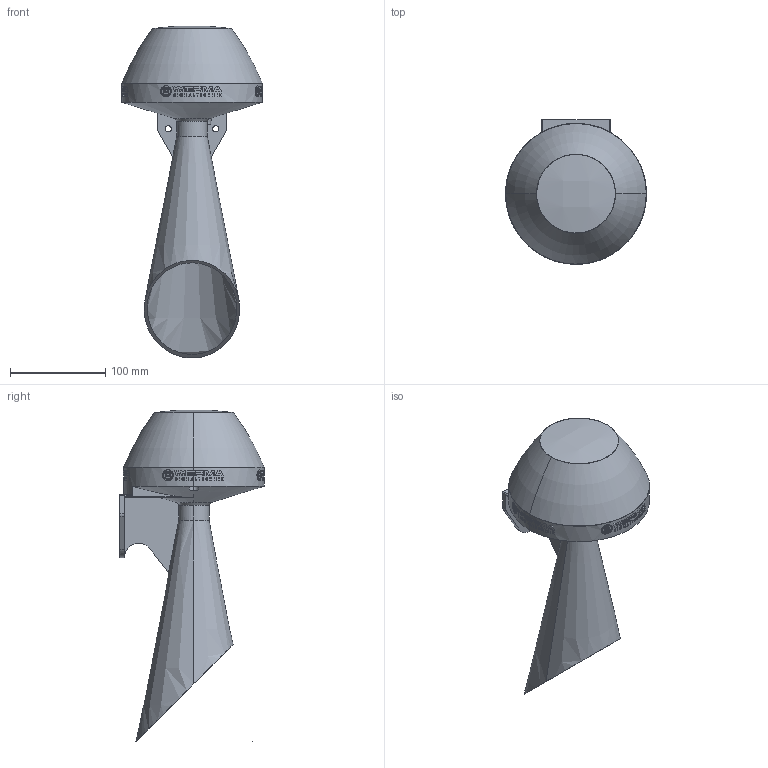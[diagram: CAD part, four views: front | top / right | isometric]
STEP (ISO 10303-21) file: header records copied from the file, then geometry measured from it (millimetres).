
FILE_DESCRIPTION (( 'STEP AP214' ), '1' );
FILE_NAME ('57005267.STEP', '2018-02-26T16:43:54', ( '' ), ( '' ), 'SwSTEP 2.0', 'SolidWorks 2017', '' );
FILE_SCHEMA (( 'AUTOMOTIVE_DESIGN' ));
Length unit declared in the file: inch
Products named in the file (1): 57005267
Bounding box: 148.2 x 152.1 x 349.23 mm (x, y, z)
Volume: 1308333.5 mm3; surface area: 156688 mm2
Topology: 10 solids, 10 shells, 1177 faces, 3131 edges, 2076 vertices
Faces by surface type: plane 759, cylinder 381, cone 22, torus 9, bspline 6
Entity records: 45988 total; most frequent: CARTESIAN_POINT 19733, ORIENTED_EDGE 6262, DIRECTION 3922, EDGE_CURVE 3131, VERTEX_POINT 2076, B_SPLINE_CURVE_WITH_KNOTS 1656, LINE 1360, VECTOR 1360
